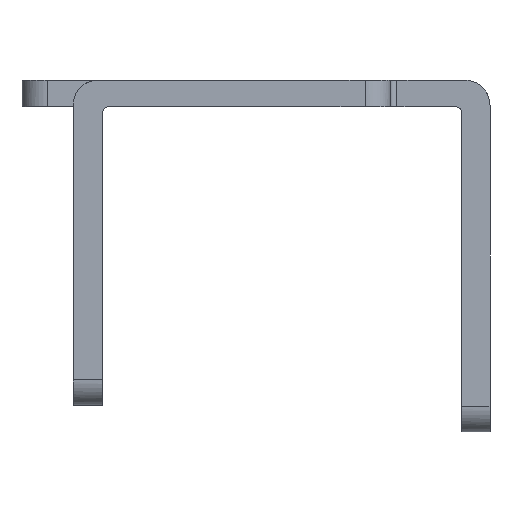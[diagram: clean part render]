
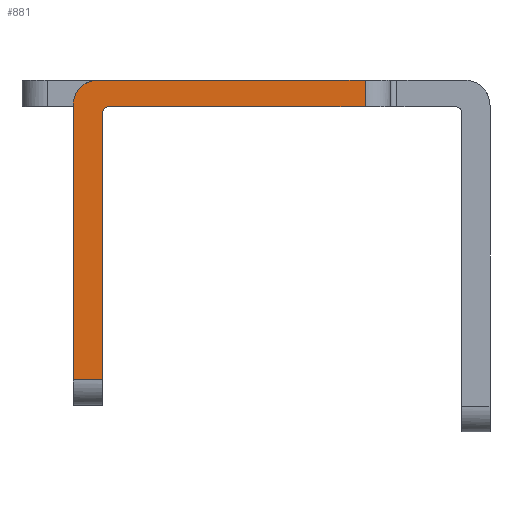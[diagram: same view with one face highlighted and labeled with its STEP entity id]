
A CAD part, left-side view. The second image highlights one B-rep face of the part: STEP entity #881.
In plain terms, the highlighted free-form (B-spline) face has degree [1, 1] with [2, 2] control points.
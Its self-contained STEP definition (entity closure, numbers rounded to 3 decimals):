
#881 = ADVANCED_FACE('',(#882),#942,.F.);
#882 = FACE_BOUND('',#883,.T.);
#883 = EDGE_LOOP('',(#884,#893,#900,#907,#915,#922,#929,#936));
#884 = ORIENTED_EDGE('',*,*,#885,.F.);
#885 = EDGE_CURVE('',#886,#888,#890,.T.);
#886 = VERTEX_POINT('',#887);
#887 = CARTESIAN_POINT('',(-32.325,10.886,
    -2.333));
#888 = VERTEX_POINT('',#889);
#889 = CARTESIAN_POINT('',(-32.325,33.213,
    -2.333));
#890 = B_SPLINE_CURVE_WITH_KNOTS('',1,(#891,#892),.UNSPECIFIED.,.F.,.F.,
  (2,2),(-20.6,-0.5),.PIECEWISE_BEZIER_KNOTS.);
#891 = CARTESIAN_POINT('',(-32.325,10.886,
    -2.333));
#892 = CARTESIAN_POINT('',(-32.325,33.213,
    -2.333));
#893 = ORIENTED_EDGE('',*,*,#894,.T.);
#894 = EDGE_CURVE('',#886,#895,#897,.T.);
#895 = VERTEX_POINT('',#896);
#896 = CARTESIAN_POINT('',(-32.325,10.886,0.));
#897 = B_SPLINE_CURVE_WITH_KNOTS('',1,(#898,#899),.UNSPECIFIED.,.F.,.F.,
  (2,2),(-2.1,0.),.PIECEWISE_BEZIER_KNOTS.);
#898 = CARTESIAN_POINT('',(-32.325,10.886,
    -2.333));
#899 = CARTESIAN_POINT('',(-32.325,10.886,0.));
#900 = ORIENTED_EDGE('',*,*,#901,.F.);
#901 = EDGE_CURVE('',#902,#895,#904,.T.);
#902 = VERTEX_POINT('',#903);
#903 = CARTESIAN_POINT('',(-32.325,34.102,0.));
#904 = B_SPLINE_CURVE_WITH_KNOTS('',1,(#905,#906),.UNSPECIFIED.,.F.,.F.,
  (2,2),(-30.7,-9.8),.PIECEWISE_BEZIER_KNOTS.);
#905 = CARTESIAN_POINT('',(-32.325,34.102,0.));
#906 = CARTESIAN_POINT('',(-32.325,10.886,0.));
#907 = ORIENTED_EDGE('',*,*,#908,.T.);
#908 = EDGE_CURVE('',#902,#909,#911,.T.);
#909 = VERTEX_POINT('',#910);
#910 = CARTESIAN_POINT('',(-32.325,36.323,
    -2.222));
#911 = ( BOUNDED_CURVE() B_SPLINE_CURVE(2,(#912,#913,#914),
.UNSPECIFIED.,.F.,.F.) B_SPLINE_CURVE_WITH_KNOTS((3,3),(3.142,
4.712),.PIECEWISE_BEZIER_KNOTS.) CURVE() 
GEOMETRIC_REPRESENTATION_ITEM() RATIONAL_B_SPLINE_CURVE((1.,
0.707,1.)) REPRESENTATION_ITEM('') );
#912 = CARTESIAN_POINT('',(-32.325,34.102,0.));
#913 = CARTESIAN_POINT('',(-32.325,36.323,
    0.));
#914 = CARTESIAN_POINT('',(-32.325,36.323,
    -2.222));
#915 = ORIENTED_EDGE('',*,*,#916,.F.);
#916 = EDGE_CURVE('',#917,#909,#919,.T.);
#917 = VERTEX_POINT('',#918);
#918 = CARTESIAN_POINT('',(-32.325,36.323,
    -26.104));
#919 = B_SPLINE_CURVE_WITH_KNOTS('',1,(#920,#921),.UNSPECIFIED.,.F.,.F.,
  (2,2),(-23.5,-2.),.PIECEWISE_BEZIER_KNOTS.);
#920 = CARTESIAN_POINT('',(-32.325,36.323,
    -26.104));
#921 = CARTESIAN_POINT('',(-32.325,36.323,
    -2.222));
#922 = ORIENTED_EDGE('',*,*,#923,.T.);
#923 = EDGE_CURVE('',#917,#924,#926,.T.);
#924 = VERTEX_POINT('',#925);
#925 = CARTESIAN_POINT('',(-32.325,33.769,
    -26.104));
#926 = B_SPLINE_CURVE_WITH_KNOTS('',1,(#927,#928),.UNSPECIFIED.,.F.,.F.,
  (2,2),(-32.7,-30.4),.PIECEWISE_BEZIER_KNOTS.);
#927 = CARTESIAN_POINT('',(-32.325,36.323,
    -26.104));
#928 = CARTESIAN_POINT('',(-32.325,33.769,
    -26.104));
#929 = ORIENTED_EDGE('',*,*,#930,.F.);
#930 = EDGE_CURVE('',#931,#924,#933,.T.);
#931 = VERTEX_POINT('',#932);
#932 = CARTESIAN_POINT('',(-32.325,33.769,
    -2.888));
#933 = B_SPLINE_CURVE_WITH_KNOTS('',1,(#934,#935),.UNSPECIFIED.,.F.,.F.,
  (2,2),(-22.9,-2.),.PIECEWISE_BEZIER_KNOTS.);
#934 = CARTESIAN_POINT('',(-32.325,33.769,
    -2.888));
#935 = CARTESIAN_POINT('',(-32.325,33.769,
    -26.104));
#936 = ORIENTED_EDGE('',*,*,#937,.T.);
#937 = EDGE_CURVE('',#931,#888,#938,.T.);
#938 = ( BOUNDED_CURVE() B_SPLINE_CURVE(2,(#939,#940,#941),
.UNSPECIFIED.,.F.,.F.) B_SPLINE_CURVE_WITH_KNOTS((3,3),(1.571,
3.142),.PIECEWISE_BEZIER_KNOTS.) CURVE() 
GEOMETRIC_REPRESENTATION_ITEM() RATIONAL_B_SPLINE_CURVE((1.,
0.707,1.)) REPRESENTATION_ITEM('') );
#939 = CARTESIAN_POINT('',(-32.325,33.769,
    -2.888));
#940 = CARTESIAN_POINT('',(-32.325,33.769,
    -2.333));
#941 = CARTESIAN_POINT('',(-32.325,33.213,
    -2.333));
#942 = B_SPLINE_SURFACE_WITH_KNOTS('',1,1,(
    (#943,#944)
    ,(#945,#946
    )),.UNSPECIFIED.,.F.,.F.,.F.,(2,2),(2,2),(0.,23.5),(9.8,32.7),
  .PIECEWISE_BEZIER_KNOTS.);
#943 = CARTESIAN_POINT('',(-32.325,10.886,0.));
#944 = CARTESIAN_POINT('',(-32.325,36.323,0.));
#945 = CARTESIAN_POINT('',(-32.325,10.886,
    -26.104));
#946 = CARTESIAN_POINT('',(-32.325,36.323,
    -26.104));
